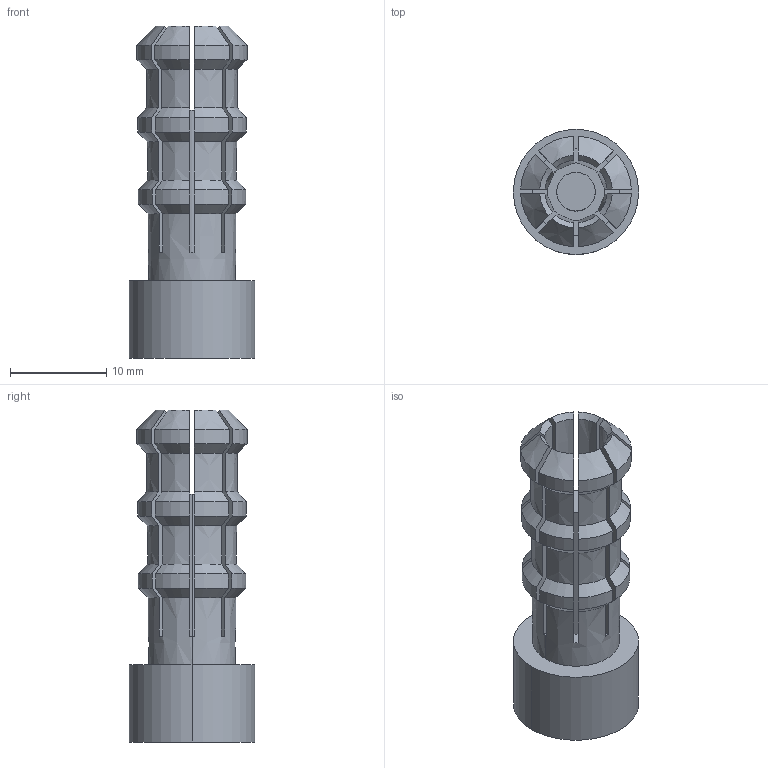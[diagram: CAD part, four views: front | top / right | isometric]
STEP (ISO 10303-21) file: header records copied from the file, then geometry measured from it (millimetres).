
FILE_DESCRIPTION(('FreeCAD Model'),'2;1');
FILE_NAME('Open CASCADE Shape Model','2024-12-02T16:38:36',('Author'),( ''),'Open CASCADE STEP processor 7.6','FreeCAD','Unknown');
FILE_SCHEMA(('AUTOMOTIVE_DESIGN { 1 0 10303 214 1 1 1 1 }'));
Length unit declared in the file: millimetre
Products named in the file (1): Cut
Bounding box: 13 x 13 x 34.46 mm (x, y, z)
Volume: 2315.7 mm3; surface area: 2670.8 mm2
Topology: 1 solids, 1 shells, 150 faces, 432 edges, 288 vertices
Faces by surface type: cone 100, plane 38, extrusion 8, cylinder 4
Entity records: 14460 total; most frequent: CARTESIAN_POINT 6977, DIRECTION 986, ORIENTED_EDGE 864, PCURVE 864, DEFINITIONAL_REPRESENTATION 864, B_SPLINE_CURVE_WITH_KNOTS 736, EDGE_CURVE 432, SURFACE_CURVE 432
